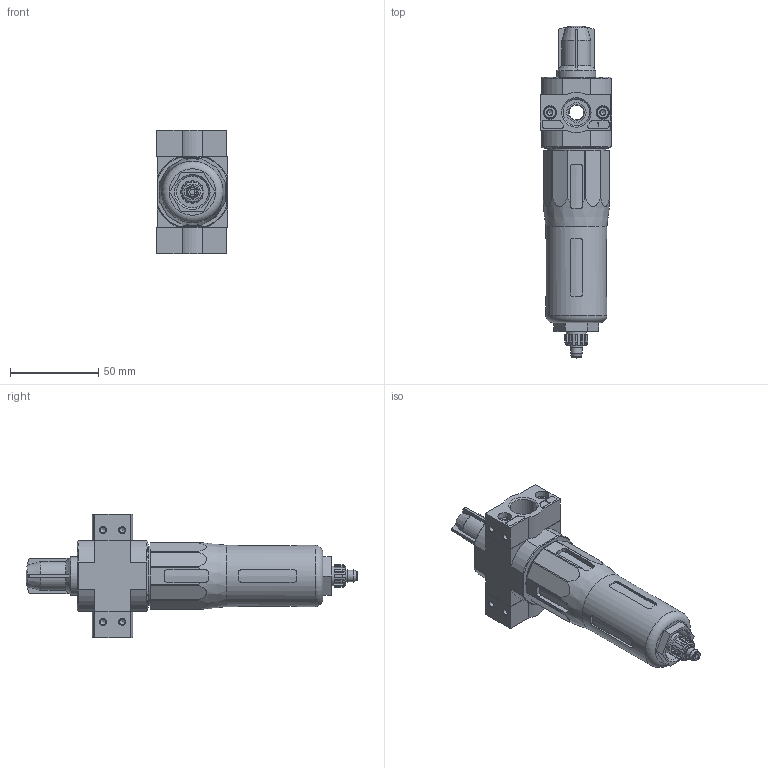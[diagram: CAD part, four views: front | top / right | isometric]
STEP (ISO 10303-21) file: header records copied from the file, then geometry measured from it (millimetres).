
FILE_DESCRIPTION(/* description */ ('STEP AP214'),/* implementation_level */ '2;1');
FILE_NAME(/* name */ '532819_LFMB-3_8-D-MINI-DA',/* time_stamp */ '2024-09-03T16:19:15+02:00',/* author */ ('License CC BY-ND 4.0'),/* organization */ ('CADENAS'),/* preprocessor_version */ 'ST-DEVELOPER v19.3',/* originating_system */ 'PARTsolutions',/* authorisation */ ' ');
FILE_SCHEMA (('AUTOMOTIVE_DESIGN {1 0 10303 214 3 1 1}'));
Length unit declared in the file: millimetre
Products named in the file (7): 532819 LFMB-3/8-D-MINI-DA; 670981 LFMB-D-MINI-DA; 380295 PBL-3/8-D-MINI-R---(0) p1; DIN-912 - M4x16(F); 359787 LF-D-MINI; 380293 PBL-3/8-D-MINI-L---(1) p1; 648415 LF
Assembly tree (10 placements, depth 2):
  532819 LFMB-3/8-D-MINI-DA
    670981 LFMB-D-MINI-DA
    380295 PBL-3/8-D-MINI-R---(0) p1
    DIN-912 - M4x16(F)  x4
    359787 LF-D-MINI  x2
    380293 PBL-3/8-D-MINI-L---(1) p1
    648415 LF
Bounding box: 40.4 x 188 x 70 mm (x, y, z)
Volume: 180376.1 mm3; surface area: 41350.6 mm2
Topology: 10 solids, 10 shells, 524 faces, 1252 edges, 788 vertices
Faces by surface type: plane 262, cylinder 146, cone 105, torus 10, sphere 1
Full cylindrical faces by diameter (mm): 3 x1, 3.242 x8, 4 x4, 5.2 x4, 5.6 x1, 6.3 x4, 6.4 x1, 6.5 x2, 6.8 x1, 7 x4, 7.1 x1, 9 x1, 11 x2, 11.2 x1, 11.4 x1, 12.2 x2, 12.6 x1, 14.95 x2, 15.7 x1, 15.9 x1, 18 x1, 22 x1, 22.2 x1, 34.7 x1, 36 x1, 37 x1
Entity records: 13979 total; most frequent: CARTESIAN_POINT 2703, DIRECTION 2004, ORIENTED_EDGE 1918, EDGE_CURVE 959, AXIS2_PLACEMENT_3D 781, VERTEX_POINT 674, FACE_BOUND 569, EDGE_LOOP 562
